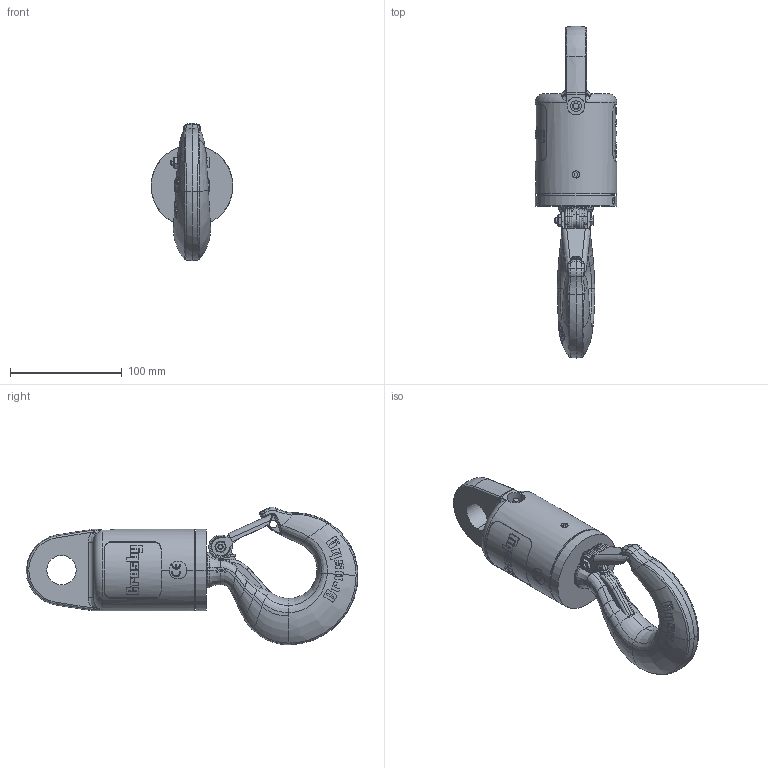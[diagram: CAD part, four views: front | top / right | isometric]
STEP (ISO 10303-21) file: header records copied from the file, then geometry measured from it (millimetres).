
FILE_DESCRIPTION((''),'2;1');
FILE_NAME('CROSBY_SWIVEL_03-S-6_0297066','2008-04-01T',('adoughty'),('The Crosby Group, Inc.'),'PRO/ENGINEER BY PARAMETRIC TECHNOLOGY CORPORATION, 2006080','PRO/ENGINEER BY PARAMETRIC TECHNOLOGY CORPORATION, 2006080','');
FILE_SCHEMA(('CONFIG_CONTROL_DESIGN'));
Products named in the file (1): CROSBY_SWIVEL_03-S-6_0297066
Bounding box: 73.03 x 296.9 x 122.95 mm (x, y, z)
Volume: 546457.9 mm3; surface area: 107553 mm2
Topology: 1 solids, 1 shells, 1021 faces, 2708 edges, 1711 vertices
Faces by surface type: plane 461, bspline 230, cylinder 140, extrusion 84, torus 64, cone 38, sphere 4
Entity records: 49832 total; most frequent: CARTESIAN_POINT 27204, ORIENTED_EDGE 5404, DIRECTION 3577, EDGE_CURVE 2702, VERTEX_POINT 1711, AXIS2_PLACEMENT_3D 1285, B_SPLINE_CURVE_WITH_KNOTS 1285, EDGE_LOOP 1079
